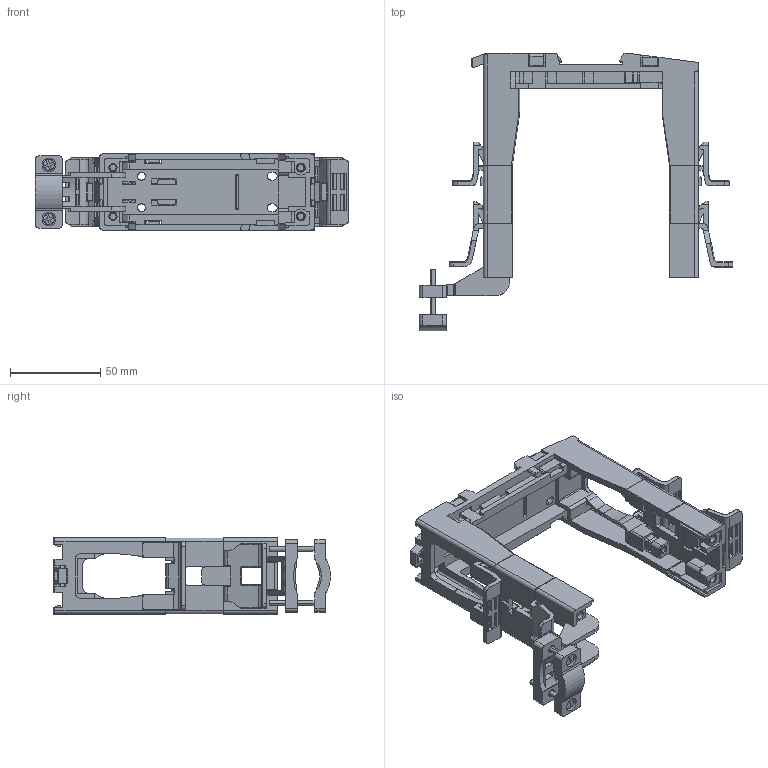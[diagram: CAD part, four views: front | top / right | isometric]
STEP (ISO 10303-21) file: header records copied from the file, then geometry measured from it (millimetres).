
FILE_DESCRIPTION((''),'2;1');
FILE_NAME('CCAB-PCE','2017-09-18T',('tl.yang'),(''),'PRO/ENGINEER BY PARAMETRIC TECHNOLOGY CORPORATION, 2011500','PRO/ENGINEER BY PARAMETRIC TECHNOLOGY CORPORATION, 2011500','');
FILE_SCHEMA(('CONFIG_CONTROL_DESIGN'));
Products named in the file (1): CCAB-PCE
Bounding box: 173.5 x 153.38 x 42.2 mm (x, y, z)
Volume: 112761.4 mm3; surface area: 81276.4 mm2
Topology: 1 solids, 1 shells, 1845 faces, 5210 edges, 3330 vertices
Faces by surface type: plane 1133, cylinder 516, cone 98, torus 60, bspline 32, sphere 6
Entity records: 61660 total; most frequent: CARTESIAN_POINT 13693, ORIENTED_EDGE 10420, DIRECTION 9510, EDGE_CURVE 5210, VECTOR 3856, LINE 3856, VERTEX_POINT 3330, AXIS2_PLACEMENT_3D 2827
